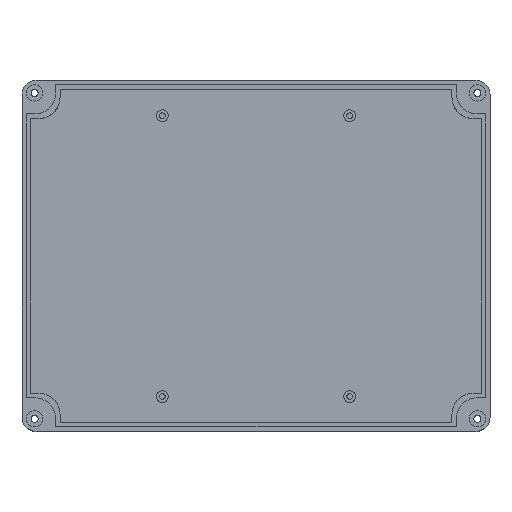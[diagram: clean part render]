
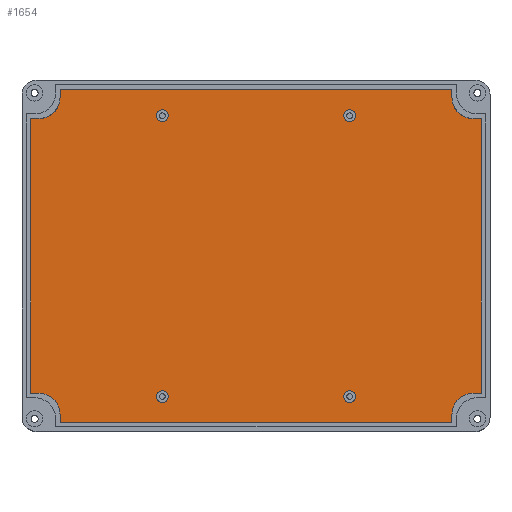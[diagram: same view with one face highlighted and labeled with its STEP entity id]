
A CAD part, top view. The second image highlights one B-rep face of the part: STEP entity #1654.
In plain terms, the highlighted planar face has unit normal (0, 0, 1).
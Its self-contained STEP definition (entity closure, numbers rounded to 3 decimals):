
#33=FACE_BOUND('',#275,.T.);
#34=FACE_BOUND('',#276,.T.);
#35=FACE_BOUND('',#277,.T.);
#36=FACE_BOUND('',#278,.T.);
#80=PLANE('',#1854);
#168=FACE_OUTER_BOUND('',#274,.T.);
#274=EDGE_LOOP('',(#1487,#1488,#1489,#1490,#1491,#1492,#1493,#1494,#1495,
#1496,#1497,#1498,#1499,#1500,#1501,#1502));
#275=EDGE_LOOP('',(#1503));
#276=EDGE_LOOP('',(#1504));
#277=EDGE_LOOP('',(#1505));
#278=EDGE_LOOP('',(#1506));
#341=LINE('',#2577,#485);
#368=LINE('',#2647,#512);
#371=LINE('',#2656,#515);
#375=LINE('',#2666,#519);
#419=LINE('',#2835,#563);
#420=LINE('',#2836,#564);
#421=LINE('',#2837,#565);
#422=LINE('',#2839,#566);
#423=LINE('',#2840,#567);
#424=LINE('',#2842,#568);
#425=LINE('',#2844,#569);
#426=LINE('',#2845,#570);
#485=VECTOR('',#2077,10.);
#512=VECTOR('',#2126,10.);
#515=VECTOR('',#2135,10.);
#519=VECTOR('',#2145,10.);
#563=VECTOR('',#2341,10.);
#564=VECTOR('',#2342,10.);
#565=VECTOR('',#2343,10.);
#566=VECTOR('',#2344,10.);
#567=VECTOR('',#2345,10.);
#568=VECTOR('',#2346,10.);
#569=VECTOR('',#2347,10.);
#570=VECTOR('',#2348,10.);
#620=CIRCLE('',#1760,9.);
#628=CIRCLE('',#1771,9.);
#629=CIRCLE('',#1774,9.);
#630=CIRCLE('',#1777,9.);
#657=CIRCLE('',#1837,2.5);
#660=CIRCLE('',#1842,2.5);
#663=CIRCLE('',#1847,2.5);
#666=CIRCLE('',#1852,2.5);
#737=VERTEX_POINT('',#2567);
#738=VERTEX_POINT('',#2569);
#740=VERTEX_POINT('',#2575);
#770=VERTEX_POINT('',#2639);
#771=VERTEX_POINT('',#2641);
#772=VERTEX_POINT('',#2645);
#773=VERTEX_POINT('',#2649);
#774=VERTEX_POINT('',#2651);
#775=VERTEX_POINT('',#2655);
#776=VERTEX_POINT('',#2659);
#777=VERTEX_POINT('',#2661);
#778=VERTEX_POINT('',#2665);
#817=VERTEX_POINT('',#2802);
#820=VERTEX_POINT('',#2811);
#823=VERTEX_POINT('',#2820);
#826=VERTEX_POINT('',#2829);
#827=VERTEX_POINT('',#2834);
#828=VERTEX_POINT('',#2838);
#829=VERTEX_POINT('',#2841);
#830=VERTEX_POINT('',#2843);
#927=EDGE_CURVE('',#737,#738,#620,.F.);
#931=EDGE_CURVE('',#740,#737,#341,.T.);
#963=EDGE_CURVE('',#770,#771,#628,.F.);
#966=EDGE_CURVE('',#772,#770,#368,.T.);
#968=EDGE_CURVE('',#773,#774,#629,.F.);
#970=EDGE_CURVE('',#774,#775,#371,.T.);
#973=EDGE_CURVE('',#776,#777,#630,.F.);
#975=EDGE_CURVE('',#777,#778,#375,.T.);
#1042=EDGE_CURVE('',#817,#817,#657,.T.);
#1046=EDGE_CURVE('',#820,#820,#660,.T.);
#1050=EDGE_CURVE('',#823,#823,#663,.T.);
#1054=EDGE_CURVE('',#826,#826,#666,.T.);
#1055=EDGE_CURVE('',#827,#740,#419,.T.);
#1056=EDGE_CURVE('',#771,#827,#420,.T.);
#1057=EDGE_CURVE('',#778,#772,#421,.T.);
#1058=EDGE_CURVE('',#828,#776,#422,.T.);
#1059=EDGE_CURVE('',#775,#828,#423,.T.);
#1060=EDGE_CURVE('',#829,#773,#424,.T.);
#1061=EDGE_CURVE('',#830,#829,#425,.T.);
#1062=EDGE_CURVE('',#738,#830,#426,.T.);
#1487=ORIENTED_EDGE('',*,*,#1055,.F.);
#1488=ORIENTED_EDGE('',*,*,#1056,.F.);
#1489=ORIENTED_EDGE('',*,*,#963,.F.);
#1490=ORIENTED_EDGE('',*,*,#966,.F.);
#1491=ORIENTED_EDGE('',*,*,#1057,.F.);
#1492=ORIENTED_EDGE('',*,*,#975,.F.);
#1493=ORIENTED_EDGE('',*,*,#973,.F.);
#1494=ORIENTED_EDGE('',*,*,#1058,.F.);
#1495=ORIENTED_EDGE('',*,*,#1059,.F.);
#1496=ORIENTED_EDGE('',*,*,#970,.F.);
#1497=ORIENTED_EDGE('',*,*,#968,.F.);
#1498=ORIENTED_EDGE('',*,*,#1060,.F.);
#1499=ORIENTED_EDGE('',*,*,#1061,.F.);
#1500=ORIENTED_EDGE('',*,*,#1062,.F.);
#1501=ORIENTED_EDGE('',*,*,#927,.F.);
#1502=ORIENTED_EDGE('',*,*,#931,.F.);
#1503=ORIENTED_EDGE('',*,*,#1042,.T.);
#1504=ORIENTED_EDGE('',*,*,#1046,.T.);
#1505=ORIENTED_EDGE('',*,*,#1050,.T.);
#1506=ORIENTED_EDGE('',*,*,#1054,.T.);
#1654=ADVANCED_FACE('',(#168,#33,#34,#35,#36),#80,.T.);
#1760=AXIS2_PLACEMENT_3D('',#2570,#2070,#2071);
#1771=AXIS2_PLACEMENT_3D('',#2642,#2120,#2121);
#1774=AXIS2_PLACEMENT_3D('',#2652,#2130,#2131);
#1777=AXIS2_PLACEMENT_3D('',#2662,#2140,#2141);
#1837=AXIS2_PLACEMENT_3D('',#2804,#2302,#2303);
#1842=AXIS2_PLACEMENT_3D('',#2813,#2313,#2314);
#1847=AXIS2_PLACEMENT_3D('',#2822,#2324,#2325);
#1852=AXIS2_PLACEMENT_3D('',#2831,#2335,#2336);
#1854=AXIS2_PLACEMENT_3D('',#2833,#2339,#2340);
#2070=DIRECTION('center_axis',(0.,0.,-1.));
#2071=DIRECTION('ref_axis',(0.707,0.707,0.));
#2077=DIRECTION('',(0.,1.,0.));
#2120=DIRECTION('center_axis',(0.,0.,-1.));
#2121=DIRECTION('ref_axis',(-0.707,0.707,0.));
#2126=DIRECTION('',(-1.,0.,0.));
#2130=DIRECTION('center_axis',(0.,0.,-1.));
#2131=DIRECTION('ref_axis',(0.707,-0.707,0.));
#2135=DIRECTION('',(0.,1.,0.));
#2140=DIRECTION('center_axis',(0.,0.,-1.));
#2141=DIRECTION('ref_axis',(-0.707,-0.707,0.));
#2145=DIRECTION('',(1.,0.,0.));
#2302=DIRECTION('center_axis',(0.,0.,-1.));
#2303=DIRECTION('ref_axis',(-1.,0.,0.));
#2313=DIRECTION('center_axis',(0.,0.,-1.));
#2314=DIRECTION('ref_axis',(-1.,0.,0.));
#2324=DIRECTION('center_axis',(0.,0.,-1.));
#2325=DIRECTION('ref_axis',(-1.,0.,0.));
#2335=DIRECTION('center_axis',(0.,0.,-1.));
#2336=DIRECTION('ref_axis',(-1.,0.,0.));
#2339=DIRECTION('center_axis',(0.,0.,1.));
#2340=DIRECTION('ref_axis',(1.,0.,0.));
#2341=DIRECTION('',(-1.,0.,0.));
#2342=DIRECTION('',(0.,-1.,0.));
#2343=DIRECTION('',(0.,-1.,0.));
#2344=DIRECTION('',(0.,-1.,0.));
#2345=DIRECTION('',(1.,0.,0.));
#2346=DIRECTION('',(1.,0.,0.));
#2347=DIRECTION('',(0.,1.,0.));
#2348=DIRECTION('',(-1.,0.,0.));
#2567=CARTESIAN_POINT('',(-83.75,-67.75,2.5));
#2569=CARTESIAN_POINT('',(-92.75,-58.75,2.5));
#2570=CARTESIAN_POINT('Origin',(-92.75,-67.75,2.5));
#2575=CARTESIAN_POINT('',(-83.75,-71.25,2.5));
#2577=CARTESIAN_POINT('',(-83.75,-35.625,2.5));
#2639=CARTESIAN_POINT('',(92.75,-58.75,2.5));
#2641=CARTESIAN_POINT('',(83.75,-67.75,2.5));
#2642=CARTESIAN_POINT('Origin',(92.75,-67.75,2.5));
#2645=CARTESIAN_POINT('',(96.25,-58.75,2.5));
#2647=CARTESIAN_POINT('',(48.125,-58.75,2.5));
#2649=CARTESIAN_POINT('',(-92.75,58.75,2.5));
#2651=CARTESIAN_POINT('',(-83.75,67.75,2.5));
#2652=CARTESIAN_POINT('Origin',(-92.75,67.75,2.5));
#2655=CARTESIAN_POINT('',(-83.75,71.25,2.5));
#2656=CARTESIAN_POINT('',(-83.75,29.375,2.5));
#2659=CARTESIAN_POINT('',(83.75,67.75,2.5));
#2661=CARTESIAN_POINT('',(92.75,58.75,2.5));
#2662=CARTESIAN_POINT('Origin',(92.75,67.75,2.5));
#2665=CARTESIAN_POINT('',(96.25,58.75,2.5));
#2666=CARTESIAN_POINT('',(41.875,58.75,2.5));
#2802=CARTESIAN_POINT('',(42.5,60.,2.5));
#2804=CARTESIAN_POINT('Origin',(40.,60.,2.5));
#2811=CARTESIAN_POINT('',(42.5,-60.,2.5));
#2813=CARTESIAN_POINT('Origin',(40.,-60.,2.5));
#2820=CARTESIAN_POINT('',(-37.5,60.,2.5));
#2822=CARTESIAN_POINT('Origin',(-40.,60.,2.5));
#2829=CARTESIAN_POINT('',(-37.5,-60.,2.5));
#2831=CARTESIAN_POINT('Origin',(-40.,-60.,2.5));
#2833=CARTESIAN_POINT('Origin',(0.,0.,2.5));
#2834=CARTESIAN_POINT('',(83.75,-71.25,2.5));
#2835=CARTESIAN_POINT('',(41.875,-71.25,2.5));
#2836=CARTESIAN_POINT('',(83.75,-29.375,2.5));
#2837=CARTESIAN_POINT('',(96.25,29.375,2.5));
#2838=CARTESIAN_POINT('',(83.75,71.25,2.5));
#2839=CARTESIAN_POINT('',(83.75,35.625,2.5));
#2840=CARTESIAN_POINT('',(-41.875,71.25,2.5));
#2841=CARTESIAN_POINT('',(-96.25,58.75,2.5));
#2842=CARTESIAN_POINT('',(-48.125,58.75,2.5));
#2843=CARTESIAN_POINT('',(-96.25,-58.75,2.5));
#2844=CARTESIAN_POINT('',(-96.25,-29.375,2.5));
#2845=CARTESIAN_POINT('',(-41.875,-58.75,2.5));
